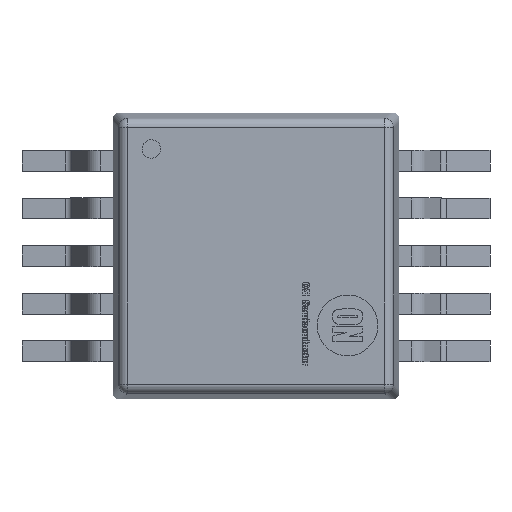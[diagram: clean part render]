
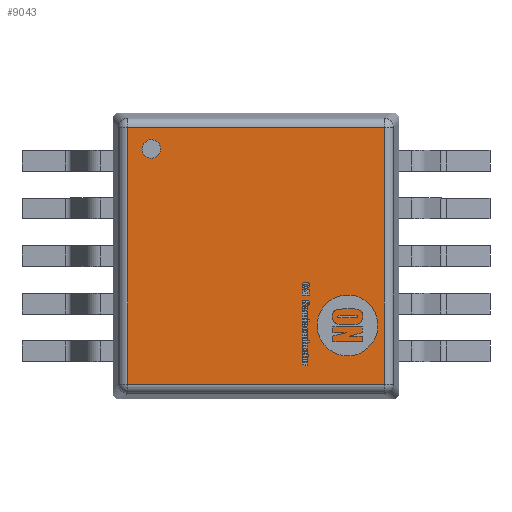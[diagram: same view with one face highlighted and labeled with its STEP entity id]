
A CAD part, top view. The second image highlights one B-rep face of the part: STEP entity #9043.
In plain terms, the highlighted planar face has unit normal (0, 0, 1).
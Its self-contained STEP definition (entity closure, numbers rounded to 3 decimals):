
#713=PLANE('',#9637);
#1027=FACE_OUTER_BOUND('',#1556,.T.);
#1556=EDGE_LOOP('',(#6297,#6298,#6299,#6300));
#2090=LINE('',#11914,#2950);
#2092=LINE('',#11922,#2952);
#2094=LINE('',#11932,#2954);
#2096=LINE('',#11941,#2956);
#2950=VECTOR('',#10128,2.694);
#2952=VECTOR('',#10136,2.694);
#2954=VECTOR('',#10148,2.694);
#2956=VECTOR('',#10160,2.694);
#3923=VERTEX_POINT('',#11911);
#3924=VERTEX_POINT('',#11913);
#3927=VERTEX_POINT('',#11921);
#3930=VERTEX_POINT('',#11931);
#4849=EDGE_CURVE('',#3923,#3924,#2090,.T.);
#4853=EDGE_CURVE('',#3924,#3927,#2092,.T.);
#4858=EDGE_CURVE('',#3927,#3930,#2094,.T.);
#4863=EDGE_CURVE('',#3930,#3923,#2096,.T.);
#6297=ORIENTED_EDGE('',*,*,#4849,.F.);
#6298=ORIENTED_EDGE('',*,*,#4863,.F.);
#6299=ORIENTED_EDGE('',*,*,#4858,.F.);
#6300=ORIENTED_EDGE('',*,*,#4853,.F.);
#9043=ADVANCED_FACE('',(#1027),#713,.T.);
#9637=AXIS2_PLACEMENT_3D('',#11969,#10195,#10196);
#10128=DIRECTION('',(1.,0.,0.));
#10136=DIRECTION('',(0.,-1.,0.));
#10148=DIRECTION('',(-1.,0.,0.));
#10160=DIRECTION('',(0.,1.,0.));
#10195=DIRECTION('center_axis',(0.,0.,1.));
#10196=DIRECTION('ref_axis',(1.,0.,0.));
#11911=CARTESIAN_POINT('',(-1.347,1.347,0.95));
#11913=CARTESIAN_POINT('',(1.347,1.347,0.95));
#11914=CARTESIAN_POINT('',(0.375,1.347,0.95));
#11921=CARTESIAN_POINT('',(1.347,-1.347,0.95));
#11922=CARTESIAN_POINT('',(1.347,-0.375,0.95));
#11931=CARTESIAN_POINT('',(-1.347,-1.347,0.95));
#11932=CARTESIAN_POINT('',(-0.375,-1.347,0.95));
#11941=CARTESIAN_POINT('',(-1.347,0.375,0.95));
#11969=CARTESIAN_POINT('Origin',(0.,0.,
0.95));
